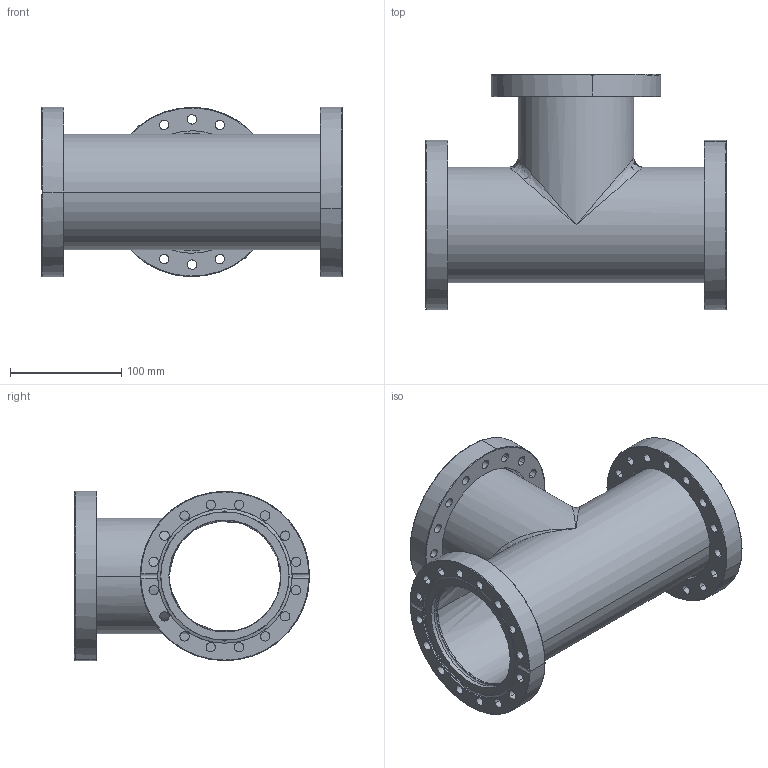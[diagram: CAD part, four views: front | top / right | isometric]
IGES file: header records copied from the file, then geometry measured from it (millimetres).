
Global section: file name: No Iges File Name specified; native system: AutoDesk Inventor R12.0; preprocessor: AutoDesk Inventor Iges Exporter R12.0; date: 20090424.110755; units: millimetre
Bounding box: 270 x 211 x 152 mm (x, y, z)
Volume: 710766.5 mm3; surface area: 359162.6 mm2
Topology: 6 solids, 6 shells, 234 faces, 624 edges, 396 vertices
Faces by surface type: bspline 129, revolution 45, torus 22, plane 18, cylinder 14, cone 6
